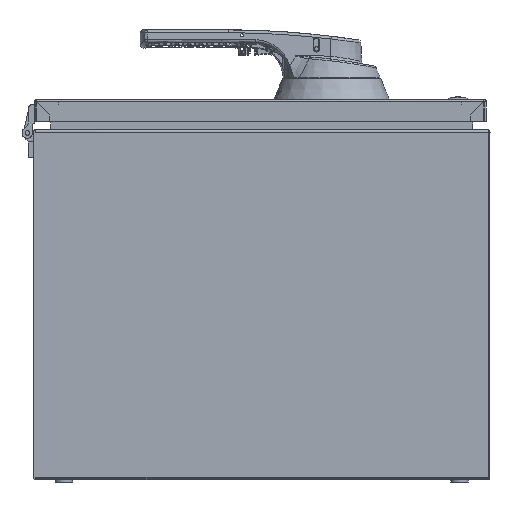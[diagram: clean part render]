
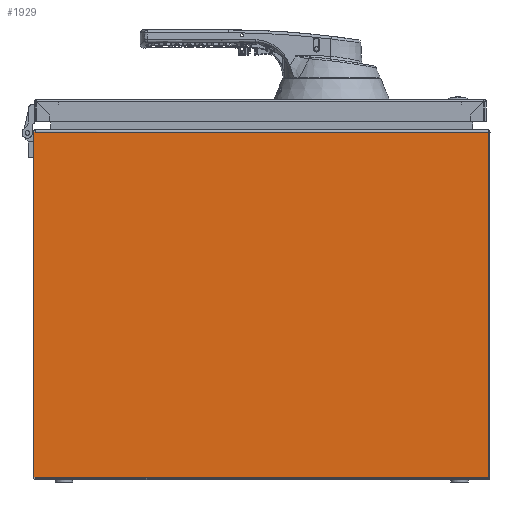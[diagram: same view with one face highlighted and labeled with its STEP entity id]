
A CAD part, front view. The second image highlights one B-rep face of the part: STEP entity #1929.
In plain terms, the highlighted planar face has unit normal (0, -1, 0).
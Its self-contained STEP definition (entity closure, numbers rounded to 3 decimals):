
#1552=FACE_OUTER_BOUND('',#4304,.T.);
#1929=ADVANCED_FACE('',(#1552),#2306,.T.);
#2306=PLANE('',#11962);
#2625=LINE('',#15777,#3379);
#2639=LINE('',#15828,#3393);
#2671=LINE('',#15902,#3425);
#2680=LINE('',#15932,#3434);
#2683=LINE('',#15953,#3437);
#2684=LINE('',#15960,#3438);
#2685=LINE('',#15961,#3439);
#2686=LINE('',#15962,#3440);
#3379=VECTOR('',#13094,1.);
#3393=VECTOR('',#13120,1.);
#3425=VECTOR('',#13160,1.);
#3434=VECTOR('',#13173,1.);
#3437=VECTOR('',#13180,1.);
#3438=VECTOR('',#13183,1.);
#3439=VECTOR('',#13184,1.);
#3440=VECTOR('',#13185,1.);
#4304=EDGE_LOOP('',(#5226,#5227,#5228,#5229,#5230,#5231,#5232,#5233));
#5226=ORIENTED_EDGE('',*,*,#9569,.T.);
#5227=ORIENTED_EDGE('',*,*,#9589,.T.);
#5228=ORIENTED_EDGE('',*,*,#9581,.T.);
#5229=ORIENTED_EDGE('',*,*,#9590,.T.);
#5230=ORIENTED_EDGE('',*,*,#9587,.F.);
#5231=ORIENTED_EDGE('',*,*,#9591,.T.);
#5232=ORIENTED_EDGE('',*,*,#9534,.F.);
#5233=ORIENTED_EDGE('',*,*,#9514,.F.);
#7638=VERTEX_POINT('',#15776);
#7639=VERTEX_POINT('',#15778);
#7654=VERTEX_POINT('',#15829);
#7687=VERTEX_POINT('',#15901);
#7694=VERTEX_POINT('',#15931);
#7695=VERTEX_POINT('',#15933);
#7698=VERTEX_POINT('',#15952);
#7699=VERTEX_POINT('',#15954);
#9514=EDGE_CURVE('',#7638,#7639,#2625,.T.);
#9534=EDGE_CURVE('',#7639,#7654,#2639,.T.);
#9569=EDGE_CURVE('',#7638,#7687,#2671,.T.);
#9581=EDGE_CURVE('',#7695,#7694,#2680,.T.);
#9587=EDGE_CURVE('',#7698,#7699,#2683,.T.);
#9589=EDGE_CURVE('',#7687,#7695,#2684,.T.);
#9590=EDGE_CURVE('',#7694,#7699,#2685,.T.);
#9591=EDGE_CURVE('',#7698,#7654,#2686,.T.);
#11962=AXIS2_PLACEMENT_3D('',#15963,#13186,#13187);
#13094=DIRECTION('',(-1.,0.,0.));
#13120=DIRECTION('',(0.,0.,1.));
#13160=DIRECTION('',(1.,0.,0.));
#13173=DIRECTION('',(0.,0.,1.));
#13180=DIRECTION('',(1.,0.,0.));
#13183=DIRECTION('',(1.,0.,0.));
#13184=DIRECTION('',(-1.,0.,0.));
#13185=DIRECTION('',(-1.,0.,0.));
#13186=DIRECTION('',(0.,-1.,0.));
#13187=DIRECTION('',(0.,0.,1.));
#15776=CARTESIAN_POINT('',(-72.965,-99.,-118.5));
#15777=CARTESIAN_POINT('',(-73.,-99.,-118.5));
#15778=CARTESIAN_POINT('',(-74.,-99.,-118.5));
#15828=CARTESIAN_POINT('',(-74.,-99.,108.5));
#15829=CARTESIAN_POINT('',(-74.,-99.,108.5));
#15901=CARTESIAN_POINT('',(224.965,-99.,-118.5));
#15902=CARTESIAN_POINT('',(-2074.,-99.,-118.5));
#15931=CARTESIAN_POINT('',(226.,-99.,108.5));
#15932=CARTESIAN_POINT('',(226.,-99.,108.5));
#15933=CARTESIAN_POINT('',(226.,-99.,-118.5));
#15952=CARTESIAN_POINT('',(-72.965,-99.,108.5));
#15953=CARTESIAN_POINT('',(-2074.,-99.,108.5));
#15954=CARTESIAN_POINT('',(224.965,-99.,108.5));
#15960=CARTESIAN_POINT('',(-73.,-99.,-118.5));
#15961=CARTESIAN_POINT('',(-2074.,-99.,108.5));
#15962=CARTESIAN_POINT('',(-73.,-99.,108.5));
#15963=CARTESIAN_POINT('',(-2074.,-99.,108.5));
